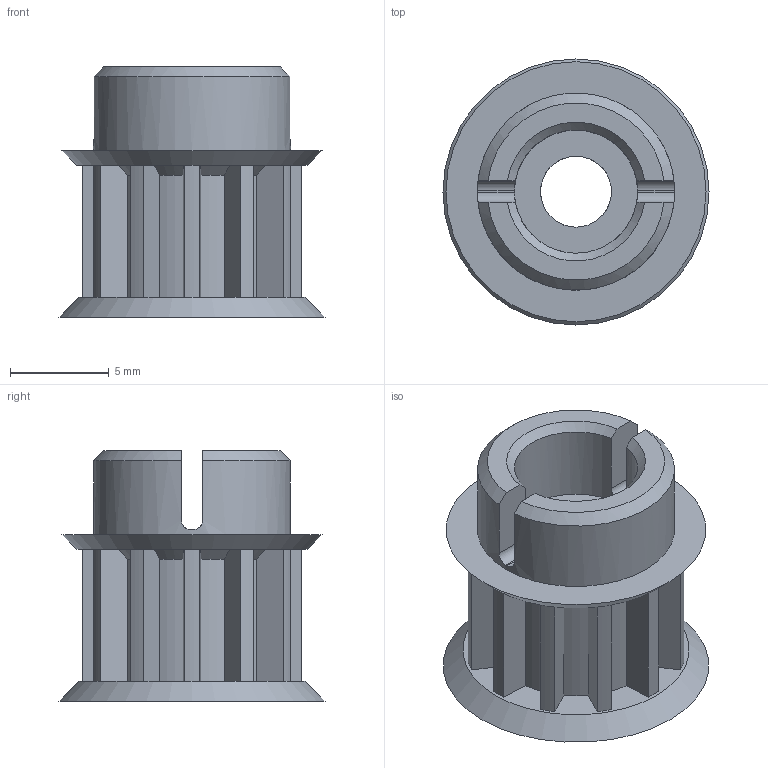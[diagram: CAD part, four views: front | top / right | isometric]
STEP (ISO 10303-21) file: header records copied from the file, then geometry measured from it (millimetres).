
FILE_DESCRIPTION(/* description */ (''),/* implementation_level */ '2;1');
FILE_NAME(/* name */ 'Mag Pulley A 023 v6.step',/* time_stamp */ '2025-06-08T20:33:24+09:00',/* author */ (''),/* organization */ (''),/* preprocessor_version */ 'ST-DEVELOPER v20.1',/* originating_system */ 'Autodesk Translation Framework v14.10.0.0',/* authorisation */ '');
FILE_SCHEMA (('AUTOMOTIVE_DESIGN { 1 0 10303 214 3 1 1 }'));
Length unit declared in the file: millimetre
Products named in the file (1): Mag Pulley A 023
Bounding box: 13.5 x 13.5 x 12.7 mm (x, y, z)
Volume: 603.2 mm3; surface area: 1196.5 mm2
Topology: 1 solids, 1 shells, 100 faces, 275 edges, 181 vertices
Faces by surface type: plane 50, cone 31, cylinder 19
Full cylindrical faces by diameter (mm): 3.6 x1, 6.25 x1, 10 x1
Entity records: 3433 total; most frequent: CARTESIAN_POINT 930, ORIENTED_EDGE 550, DIRECTION 486, EDGE_CURVE 275, VERTEX_POINT 181, AXIS2_PLACEMENT_3D 167, LINE 152, VECTOR 152
